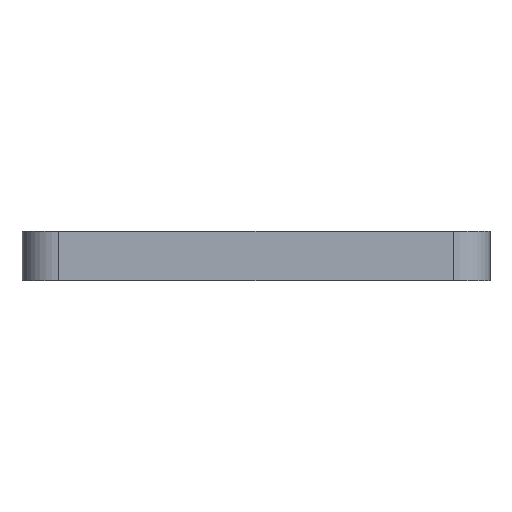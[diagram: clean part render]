
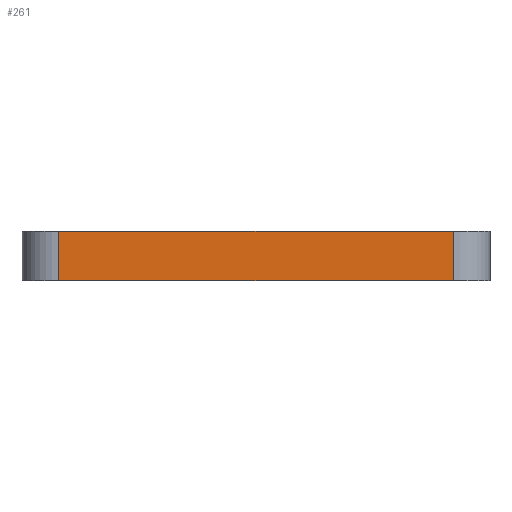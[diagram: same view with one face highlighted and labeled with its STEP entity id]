
A CAD part, left-side view. The second image highlights one B-rep face of the part: STEP entity #261.
In plain terms, the highlighted planar face has unit normal (-1, 0, 0).
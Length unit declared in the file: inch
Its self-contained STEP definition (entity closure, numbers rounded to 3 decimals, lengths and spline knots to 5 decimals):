
#53 = CARTESIAN_POINT ( 'NONE',  ( -2.25, 1.26378, 0.15748 ) ) ;
#74 = LINE ( 'NONE', #418, #339 ) ;
#75 = CARTESIAN_POINT ( 'NONE',  ( -2.25, -1.26378, -0.15748 ) ) ;
#122 = ORIENTED_EDGE ( 'NONE', *, *, #462, .T. ) ;
#180 = VERTEX_POINT ( 'NONE', #75 ) ;
#193 = CARTESIAN_POINT ( 'NONE',  ( -2.25, -1.26378, 0.15748 ) ) ;
#208 = LINE ( 'NONE', #975, #1000 ) ;
#257 = ORIENTED_EDGE ( 'NONE', *, *, #716, .T. ) ;
#261 = ADVANCED_FACE ( 'NONE', ( #839 ), #334, .F. ) ;
#329 = LINE ( 'NONE', #667, #531 ) ;
#332 = EDGE_CURVE ( 'NONE', #180, #832, #387, .T. ) ;
#334 = PLANE ( 'NONE',  #896 ) ;
#337 = VERTEX_POINT ( 'NONE', #53 ) ;
#339 = VECTOR ( 'NONE', #977, 39.37008 ) ;
#385 = ORIENTED_EDGE ( 'NONE', *, *, #332, .T. ) ;
#387 = LINE ( 'NONE', #193, #933 ) ;
#395 = DIRECTION ( 'NONE',  ( 0., -1., 0. ) ) ;
#402 = DIRECTION ( 'NONE',  ( 0., 0., -1. ) ) ;
#418 = CARTESIAN_POINT ( 'NONE',  ( -2.25, 1.26378, 0.15748 ) ) ;
#462 = EDGE_CURVE ( 'NONE', #602, #180, #329, .T. ) ;
#531 = VECTOR ( 'NONE', #718, 39.37008 ) ;
#571 = CARTESIAN_POINT ( 'NONE',  ( -2.25, -1.26378, 0.15748 ) ) ;
#583 = ORIENTED_EDGE ( 'NONE', *, *, #603, .F. ) ;
#602 = VERTEX_POINT ( 'NONE', #735 ) ;
#603 = EDGE_CURVE ( 'NONE', #337, #832, #208, .T. ) ;
#638 = DIRECTION ( 'NONE',  ( 0., 0., 1. ) ) ;
#667 = CARTESIAN_POINT ( 'NONE',  ( -2.25, -1.5, -0.15748 ) ) ;
#716 = EDGE_CURVE ( 'NONE', #337, #602, #74, .T. ) ;
#718 = DIRECTION ( 'NONE',  ( 0., -1., 0. ) ) ;
#735 = CARTESIAN_POINT ( 'NONE',  ( -2.25, 1.26378, -0.15748 ) ) ;
#758 = DIRECTION ( 'NONE',  ( 1., 0., 0. ) ) ;
#832 = VERTEX_POINT ( 'NONE', #571 ) ;
#839 = FACE_OUTER_BOUND ( 'NONE', #1010, .T. ) ;
#896 = AXIS2_PLACEMENT_3D ( 'NONE', #984, #758, #402 ) ;
#933 = VECTOR ( 'NONE', #638, 39.37008 ) ;
#975 = CARTESIAN_POINT ( 'NONE',  ( -2.25, -1.5, 0.15748 ) ) ;
#977 = DIRECTION ( 'NONE',  ( 0., 0., -1. ) ) ;
#984 = CARTESIAN_POINT ( 'NONE',  ( -2.25, -1.5, 0.15748 ) ) ;
#1000 = VECTOR ( 'NONE', #395, 39.37008 ) ;
#1010 = EDGE_LOOP ( 'NONE', ( #122, #385, #583, #257 ) ) ;
